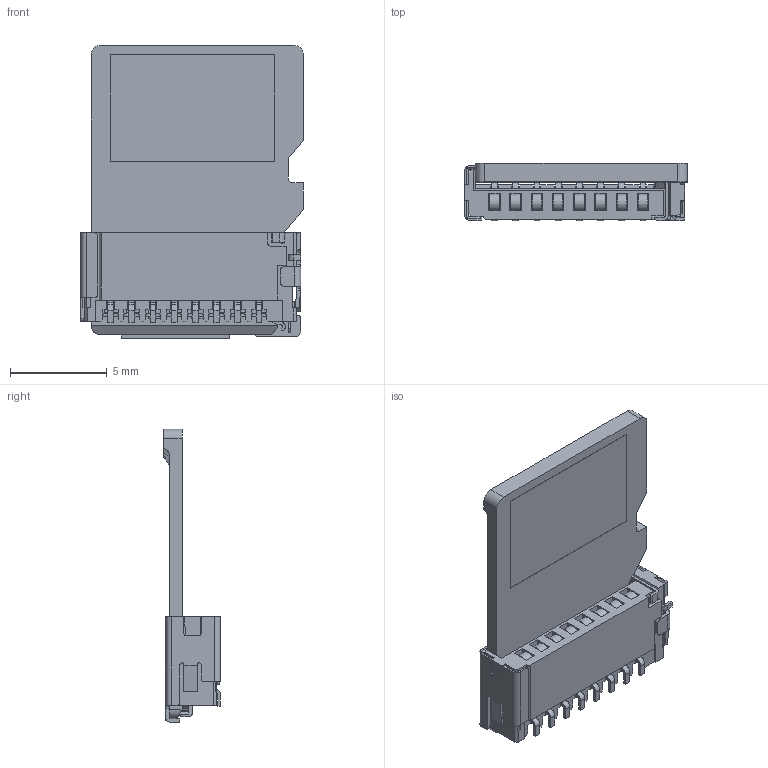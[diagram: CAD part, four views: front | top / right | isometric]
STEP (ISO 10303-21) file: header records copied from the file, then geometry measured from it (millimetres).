
FILE_DESCRIPTION (( 'STEP AP214' ), '1' );
FILE_NAME ('Molex 47309-2285.STEP', '2021-07-30T14:52:16', ( '' ), ( '' ), 'SwSTEP 2.0', 'SolidWorks 2018', '' );
FILE_SCHEMA (( 'AUTOMOTIVE_DESIGN' ));
Length unit declared in the file: millimetre
Products named in the file (3): Micro SD Card; Molex 47309-2285
Assembly tree (2 placements, depth 2):
  Molex 47309-2285
    Molex 47309-2285
    Micro SD Card
Bounding box: 11.55 x 2.95 x 15.2 mm (x, y, z)
Volume: 184.6 mm3; surface area: 855 mm2
Topology: 2 solids, 2 shells, 1238 faces, 3526 edges, 2330 vertices
Faces by surface type: plane 930, cylinder 207, bspline 98, cone 2, torus 1
Entity records: 50117 total; most frequent: CARTESIAN_POINT 9359, ORIENTED_EDGE 7052, DIRECTION 6024, EDGE_CURVE 3526, VECTOR 2898, LINE 2898, VERTEX_POINT 2330, AXIS2_PLACEMENT_3D 1563
